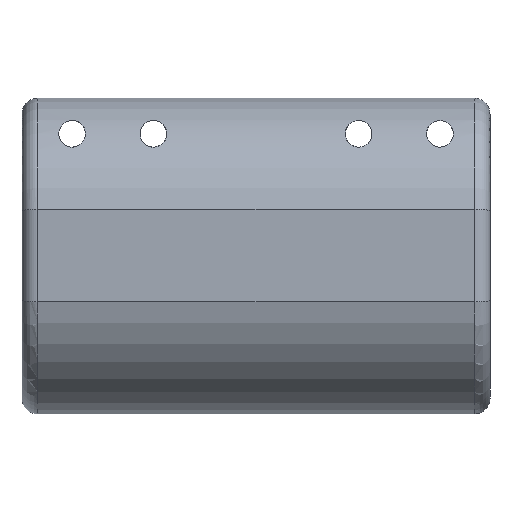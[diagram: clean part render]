
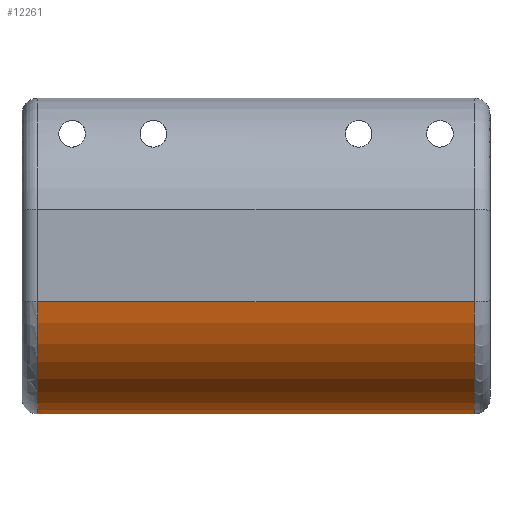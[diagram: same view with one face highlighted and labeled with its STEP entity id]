
A CAD part, left-side view. The second image highlights one B-rep face of the part: STEP entity #12261.
In plain terms, the highlighted cylindrical face has radius 25.483 mm (diameter 50.966 mm), a partial arc.
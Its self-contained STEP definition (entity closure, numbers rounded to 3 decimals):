
#98=CIRCLE('',#12595,25.483);
#100=CIRCLE('',#12602,25.483);
#134=CYLINDRICAL_SURFACE('',#12606,25.483);
#2091=FACE_OUTER_BOUND('',#2808,.T.);
#2808=EDGE_LOOP('',(#11345,#11346,#11347,#11348));
#3741=LINE('',#22305,#4667);
#3742=LINE('',#22307,#4668);
#4667=VECTOR('',#14177,10.);
#4668=VECTOR('',#14180,10.);
#5879=VERTEX_POINT('',#22199);
#5880=VERTEX_POINT('',#22216);
#5882=VERTEX_POINT('',#22254);
#5883=VERTEX_POINT('',#22271);
#7700=EDGE_CURVE('',#5880,#5879,#98,.T.);
#7709=EDGE_CURVE('',#5883,#5882,#100,.T.);
#7712=EDGE_CURVE('',#5880,#5882,#3741,.T.);
#7713=EDGE_CURVE('',#5879,#5883,#3742,.T.);
#11345=ORIENTED_EDGE('',*,*,#7700,.F.);
#11346=ORIENTED_EDGE('',*,*,#7712,.T.);
#11347=ORIENTED_EDGE('',*,*,#7709,.F.);
#11348=ORIENTED_EDGE('',*,*,#7713,.F.);
#12261=ADVANCED_FACE('',(#2091),#134,.T.);
#12595=AXIS2_PLACEMENT_3D('',#22217,#14151,#14152);
#12602=AXIS2_PLACEMENT_3D('',#22286,#14168,#14169);
#12606=AXIS2_PLACEMENT_3D('',#22306,#14178,#14179);
#14151=DIRECTION('center_axis',(0.,-1.,0.));
#14152=DIRECTION('ref_axis',(0.,0.,-1.));
#14168=DIRECTION('center_axis',(0.,1.,0.));
#14169=DIRECTION('ref_axis',(0.,0.,-1.));
#14177=DIRECTION('',(0.,1.,0.));
#14178=DIRECTION('center_axis',(0.,1.,0.));
#14179=DIRECTION('ref_axis',(1.,0.,0.));
#14180=DIRECTION('',(0.,1.,0.));
#22199=CARTESIAN_POINT('',(50.26,3.,21.255));
#22216=CARTESIAN_POINT('',(0.,3.,21.255));
#22217=CARTESIAN_POINT('Origin',(25.13,3.,25.483));
#22254=CARTESIAN_POINT('',(0.,85.44,21.255));
#22271=CARTESIAN_POINT('',(50.26,85.44,21.255));
#22286=CARTESIAN_POINT('Origin',(25.13,85.44,25.483));
#22305=CARTESIAN_POINT('',(0.,0.,21.255));
#22306=CARTESIAN_POINT('Origin',(25.13,0.,25.483));
#22307=CARTESIAN_POINT('',(50.26,0.,21.255));
